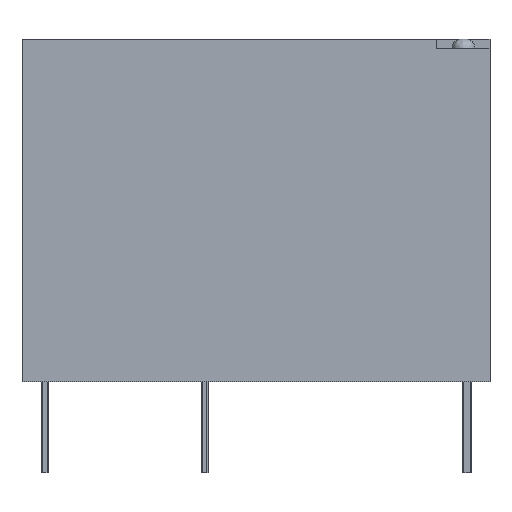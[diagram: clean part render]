
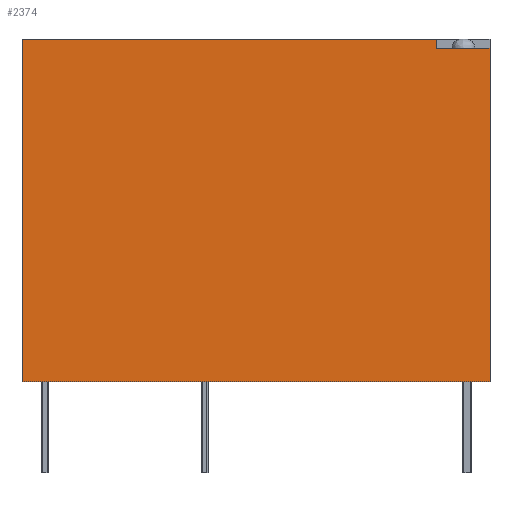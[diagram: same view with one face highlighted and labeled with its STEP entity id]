
A CAD part, left-side view. The second image highlights one B-rep face of the part: STEP entity #2374.
In plain terms, the highlighted planar face has unit normal (-1, 0, 0).
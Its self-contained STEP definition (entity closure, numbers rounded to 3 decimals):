
#124=LINE('',#3284,#415);
#126=LINE('',#3288,#417);
#132=LINE('',#3300,#423);
#133=LINE('',#3302,#424);
#134=LINE('',#3304,#425);
#135=LINE('',#3305,#426);
#415=VECTOR('',#2693,10.);
#417=VECTOR('',#2697,10.);
#423=VECTOR('',#2707,10.);
#424=VECTOR('',#2708,10.);
#425=VECTOR('',#2709,10.);
#426=VECTOR('',#2710,10.);
#701=PLANE('',#2541);
#816=FACE_OUTER_BOUND('',#956,.T.);
#956=EDGE_LOOP('',(#1716,#1717,#1718,#1719,#1720,#1721));
#1112=VERTEX_POINT('',#3281);
#1113=VERTEX_POINT('',#3283);
#1114=VERTEX_POINT('',#3287);
#1118=VERTEX_POINT('',#3299);
#1119=VERTEX_POINT('',#3301);
#1120=VERTEX_POINT('',#3303);
#1348=EDGE_CURVE('',#1113,#1112,#124,.T.);
#1350=EDGE_CURVE('',#1114,#1113,#126,.T.);
#1356=EDGE_CURVE('',#1118,#1112,#132,.T.);
#1357=EDGE_CURVE('',#1119,#1118,#133,.T.);
#1358=EDGE_CURVE('',#1119,#1120,#134,.T.);
#1359=EDGE_CURVE('',#1120,#1114,#135,.T.);
#1716=ORIENTED_EDGE('',*,*,#1350,.T.);
#1717=ORIENTED_EDGE('',*,*,#1348,.T.);
#1718=ORIENTED_EDGE('',*,*,#1356,.F.);
#1719=ORIENTED_EDGE('',*,*,#1357,.F.);
#1720=ORIENTED_EDGE('',*,*,#1358,.T.);
#1721=ORIENTED_EDGE('',*,*,#1359,.T.);
#2374=ADVANCED_FACE('',(#816),#701,.T.);
#2541=AXIS2_PLACEMENT_3D('',#3298,#2705,#2706);
#2693=DIRECTION('',(0.,0.,1.));
#2697=DIRECTION('',(0.,1.,0.));
#2705=DIRECTION('center_axis',(-1.,0.,0.));
#2706=DIRECTION('ref_axis',(0.,-1.,0.));
#2707=DIRECTION('',(0.,-1.,0.));
#2708=DIRECTION('',(0.,0.,1.));
#2709=DIRECTION('',(0.,-1.,0.));
#2710=DIRECTION('',(0.,0.,1.));
#3281=CARTESIAN_POINT('',(0.,2.333,15.));
#3283=CARTESIAN_POINT('',(0.,2.333,14.6));
#3284=CARTESIAN_POINT('',(0.,2.333,7.5));
#3287=CARTESIAN_POINT('',(0.,0.,14.6));
#3288=CARTESIAN_POINT('',(0.,10.833,14.6));
#3298=CARTESIAN_POINT('Origin',(0.,20.5,0.));
#3299=CARTESIAN_POINT('',(0.,20.5,15.));
#3300=CARTESIAN_POINT('',(0.,20.5,15.));
#3301=CARTESIAN_POINT('',(0.,20.5,0.));
#3302=CARTESIAN_POINT('',(0.,20.5,0.));
#3303=CARTESIAN_POINT('',(0.,0.,0.));
#3304=CARTESIAN_POINT('',(0.,20.5,0.));
#3305=CARTESIAN_POINT('',(0.,0.,0.));
